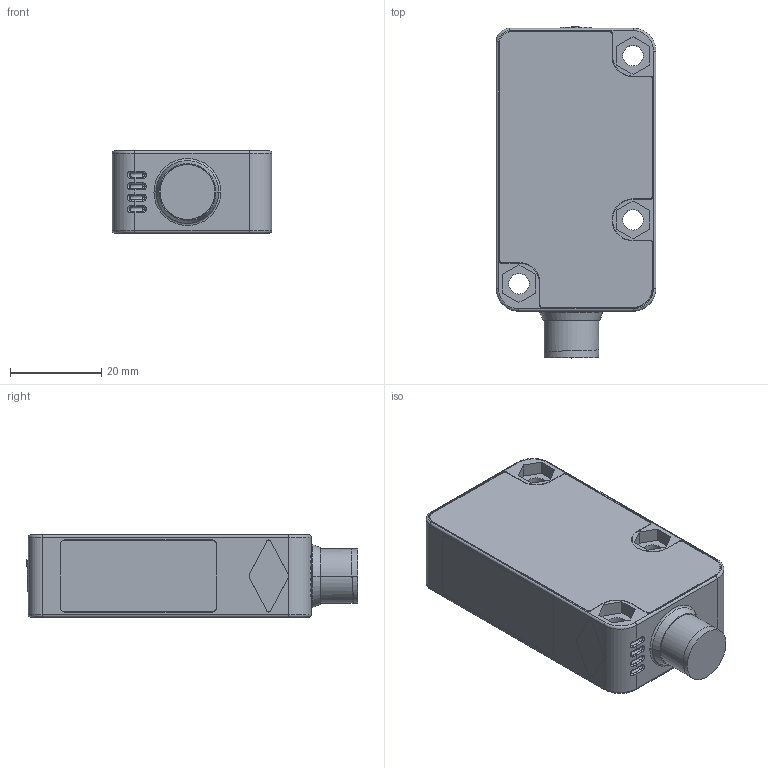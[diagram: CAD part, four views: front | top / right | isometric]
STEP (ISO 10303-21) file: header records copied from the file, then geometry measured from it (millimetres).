
FILE_DESCRIPTION((''),'2;1');
FILE_NAME('CAD1100_RL31-8-H-65B_PLUG','2010-03-08T',('mflender'),(''),'PRO/ENGINEER BY PARAMETRIC TECHNOLOGY CORPORATION, 2006300','PRO/ENGINEER BY PARAMETRIC TECHNOLOGY CORPORATION, 2006300','');
FILE_SCHEMA(('CONFIG_CONTROL_DESIGN'));
Length unit declared in the file: millimetre
Products named in the file (1): CAD1100_RL31-8-H-65B_PLUG
Bounding box: 35 x 72.75 x 18 mm (x, y, z)
Volume: 38322.8 mm3; surface area: 10135.7 mm2
Topology: 1 solids, 1 shells, 547 faces, 1379 edges, 871 vertices
Faces by surface type: plane 212, cylinder 158, bspline 76, torus 71, cone 24, sphere 6
Entity records: 27964 total; most frequent: CARTESIAN_POINT 10901, ORIENTED_EDGE 2718, DIRECTION 2566, PRESENTATION_STYLE_ASSIGNMENT 1393, STYLED_ITEM 1389, CURVE_STYLE 1380, EDGE_CURVE 1359, AXIS2_PLACEMENT_3D 917
